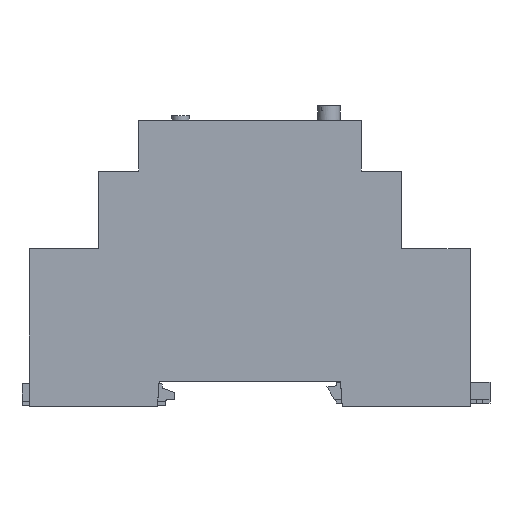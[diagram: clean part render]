
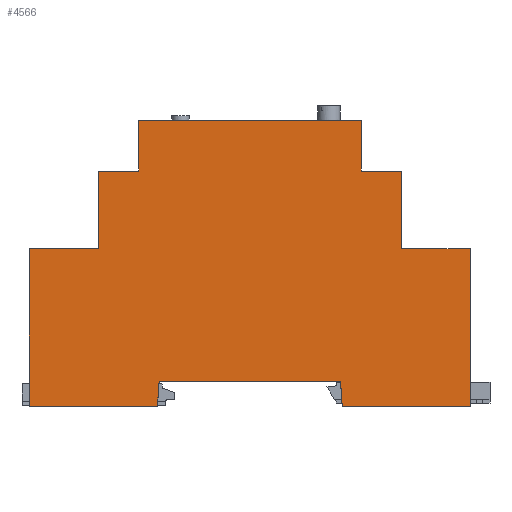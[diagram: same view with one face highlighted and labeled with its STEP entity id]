
A CAD part, left-side view. The second image highlights one B-rep face of the part: STEP entity #4566.
In plain terms, the highlighted planar face has unit normal (-1, 0, 0).
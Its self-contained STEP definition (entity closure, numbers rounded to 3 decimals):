
#4566=ADVANCED_FACE('',(#13429),#13431,.T.);
#13429=FACE_BOUND('',#13430,.T.);
#13430=EDGE_LOOP('',(#21458,#21459,#21460,#21461,#21462,#21463,#21464,#21465,#21466,
#21467,#21468,#21469,#21470,#21471,#21472,#21473));
#13431=PLANE('',#13432);
#13432=AXIS2_PLACEMENT_3D('',#13433,#13434,#13435);
#13433=CARTESIAN_POINT('',(-44.,0.,0.));
#13434=DIRECTION('',(-1.,0.,0.));
#13435=DIRECTION('',(0.,0.,-1.));
#21458=ORIENTED_EDGE('',*,*,#26726,.T.);
#21459=ORIENTED_EDGE('',*,*,#26727,.T.);
#21460=ORIENTED_EDGE('',*,*,#26728,.T.);
#21461=ORIENTED_EDGE('',*,*,#26729,.T.);
#21462=ORIENTED_EDGE('',*,*,#26730,.T.);
#21463=ORIENTED_EDGE('',*,*,#26731,.T.);
#21464=ORIENTED_EDGE('',*,*,#26732,.T.);
#21465=ORIENTED_EDGE('',*,*,#26733,.T.);
#21466=ORIENTED_EDGE('',*,*,#26734,.T.);
#21467=ORIENTED_EDGE('',*,*,#26735,.T.);
#21468=ORIENTED_EDGE('',*,*,#26736,.T.);
#21469=ORIENTED_EDGE('',*,*,#26525,.T.);
#21470=ORIENTED_EDGE('',*,*,#26725,.T.);
#21471=ORIENTED_EDGE('',*,*,#26737,.T.);
#21472=ORIENTED_EDGE('',*,*,#26738,.T.);
#21473=ORIENTED_EDGE('',*,*,#26739,.T.);
#26525=EDGE_CURVE('',#30949,#30947,#30950,.T.);
#26725=EDGE_CURVE('',#30947,#31331,#31333,.T.);
#26726=EDGE_CURVE('',#31334,#31335,#31336,.T.);
#26727=EDGE_CURVE('',#31335,#31337,#31338,.T.);
#26728=EDGE_CURVE('',#31337,#31339,#31340,.T.);
#26729=EDGE_CURVE('',#31339,#31341,#31342,.T.);
#26730=EDGE_CURVE('',#31341,#31343,#31344,.T.);
#26731=EDGE_CURVE('',#31343,#31345,#31346,.T.);
#26732=EDGE_CURVE('',#31345,#31347,#31348,.T.);
#26733=EDGE_CURVE('',#31347,#31349,#31350,.T.);
#26734=EDGE_CURVE('',#31349,#31351,#31352,.T.);
#26735=EDGE_CURVE('',#31351,#31353,#31354,.T.);
#26736=EDGE_CURVE('',#31353,#30949,#31355,.T.);
#26737=EDGE_CURVE('',#31331,#31356,#31357,.T.);
#26738=EDGE_CURVE('',#31356,#31358,#31359,.T.);
#26739=EDGE_CURVE('',#31358,#31334,#31360,.T.);
#30947=VERTEX_POINT('',#39856);
#30949=VERTEX_POINT('',#39860);
#30950=LINE('',#39861,#39862);
#31331=VERTEX_POINT('',#40781);
#31333=LINE('',#40785,#40786);
#31334=VERTEX_POINT('',#40788);
#31335=VERTEX_POINT('',#40789);
#31336=LINE('',#40790,#40791);
#31337=VERTEX_POINT('',#40793);
#31338=LINE('',#40794,#40795);
#31339=VERTEX_POINT('',#40797);
#31340=LINE('',#40798,#40799);
#31341=VERTEX_POINT('',#40801);
#31342=LINE('',#40802,#40803);
#31343=VERTEX_POINT('',#40805);
#31344=LINE('',#40806,#40807);
#31345=VERTEX_POINT('',#40809);
#31346=LINE('',#40810,#40811);
#31347=VERTEX_POINT('',#40813);
#31348=LINE('',#40814,#40815);
#31349=VERTEX_POINT('',#40817);
#31350=LINE('',#40818,#40819);
#31351=VERTEX_POINT('',#40821);
#31352=LINE('',#40822,#40823);
#31353=VERTEX_POINT('',#40825);
#31354=LINE('',#40826,#40827);
#31355=LINE('',#40829,#40830);
#31356=VERTEX_POINT('',#40832);
#31357=LINE('',#40833,#40834);
#31358=VERTEX_POINT('',#40836);
#31359=LINE('',#40837,#40838);
#31360=LINE('',#40840,#40841);
#39856=CARTESIAN_POINT('',(-44.,22.5,52.804));
#39860=CARTESIAN_POINT('',(-44.,-22.5,52.804));
#39861=CARTESIAN_POINT('',(-44.,-22.5,52.804));
#39862=VECTOR('',#39863,1.);
#39863=DIRECTION('',(0.,1.,0.));
#40781=CARTESIAN_POINT('',(-44.,22.5,42.606));
#40785=CARTESIAN_POINT('',(-44.,22.5,52.804));
#40786=VECTOR('',#40787,1.);
#40787=DIRECTION('',(0.,0.,-1.));
#40788=CARTESIAN_POINT('',(-44.,44.6,26.878));
#40789=CARTESIAN_POINT('',(-44.,44.6,-4.987));
#40790=CARTESIAN_POINT('',(-44.,44.6,26.878));
#40791=VECTOR('',#40792,1.);
#40792=DIRECTION('',(0.,0.,-1.));
#40793=CARTESIAN_POINT('',(-44.,18.7,-4.987));
#40794=CARTESIAN_POINT('',(-44.,44.6,-4.987));
#40795=VECTOR('',#40796,1.);
#40796=DIRECTION('',(0.,-1.,0.));
#40797=CARTESIAN_POINT('',(-44.,18.351,0.));
#40798=CARTESIAN_POINT('',(-44.,18.7,-4.987));
#40799=VECTOR('',#40800,1.);
#40800=DIRECTION('',(0.,-0.07,0.998));
#40801=CARTESIAN_POINT('',(-44.,-18.351,0.));
#40802=CARTESIAN_POINT('',(-44.,18.351,0.));
#40803=VECTOR('',#40804,1.);
#40804=DIRECTION('',(0.,-1.,0.));
#40805=CARTESIAN_POINT('',(-44.,-18.7,-4.987));
#40806=CARTESIAN_POINT('',(-44.,-18.351,0.));
#40807=VECTOR('',#40808,1.);
#40808=DIRECTION('',(0.,-0.07,-0.998));
#40809=CARTESIAN_POINT('',(-44.,-44.6,-4.987));
#40810=CARTESIAN_POINT('',(-44.,-18.7,-4.987));
#40811=VECTOR('',#40812,1.);
#40812=DIRECTION('',(0.,-1.,0.));
#40813=CARTESIAN_POINT('',(-44.,-44.6,26.878));
#40814=CARTESIAN_POINT('',(-44.,-44.6,-4.987));
#40815=VECTOR('',#40816,1.);
#40816=DIRECTION('',(0.,0.,1.));
#40817=CARTESIAN_POINT('',(-44.,-30.7,26.878));
#40818=CARTESIAN_POINT('',(-44.,-44.6,26.878));
#40819=VECTOR('',#40820,1.);
#40820=DIRECTION('',(0.,1.,0.));
#40821=CARTESIAN_POINT('',(-44.,-30.7,42.606));
#40822=CARTESIAN_POINT('',(-44.,-30.7,26.878));
#40823=VECTOR('',#40824,1.);
#40824=DIRECTION('',(0.,0.,1.));
#40825=CARTESIAN_POINT('',(-44.,-22.5,42.606));
#40826=CARTESIAN_POINT('',(-44.,-30.7,42.606));
#40827=VECTOR('',#40828,1.);
#40828=DIRECTION('',(0.,1.,0.));
#40829=CARTESIAN_POINT('',(-44.,-22.5,42.606));
#40830=VECTOR('',#40831,1.);
#40831=DIRECTION('',(0.,0.,1.));
#40832=CARTESIAN_POINT('',(-44.,30.7,42.606));
#40833=CARTESIAN_POINT('',(-44.,22.5,42.606));
#40834=VECTOR('',#40835,1.);
#40835=DIRECTION('',(0.,1.,0.));
#40836=CARTESIAN_POINT('',(-44.,30.7,26.878));
#40837=CARTESIAN_POINT('',(-44.,30.7,42.606));
#40838=VECTOR('',#40839,1.);
#40839=DIRECTION('',(0.,0.,-1.));
#40840=CARTESIAN_POINT('',(-44.,30.7,26.878));
#40841=VECTOR('',#40842,1.);
#40842=DIRECTION('',(0.,1.,0.));
